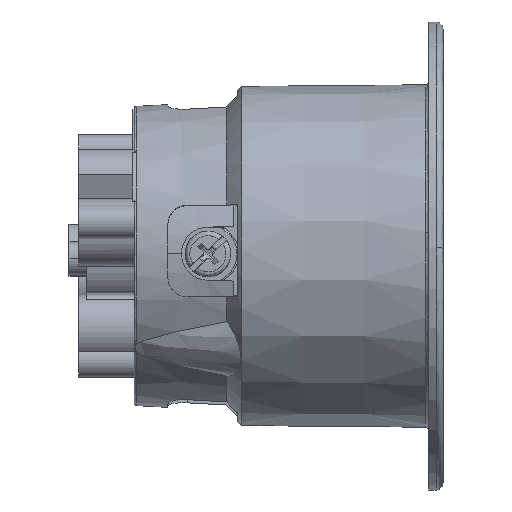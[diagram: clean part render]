
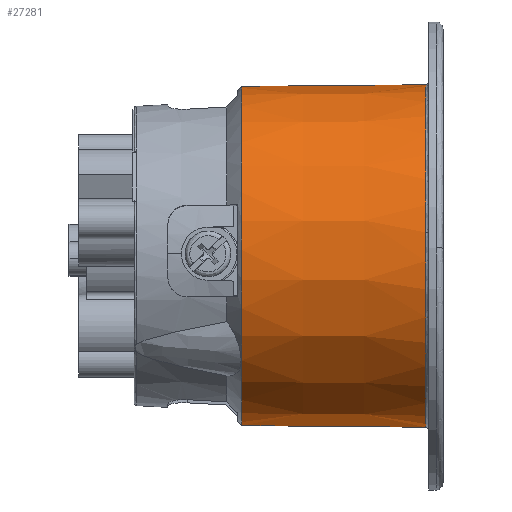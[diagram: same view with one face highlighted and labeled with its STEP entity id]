
A CAD part, front view. The second image highlights one B-rep face of the part: STEP entity #27281.
In plain terms, the highlighted conical face has half-angle 0.5 degrees and reference radius 27.901 mm.
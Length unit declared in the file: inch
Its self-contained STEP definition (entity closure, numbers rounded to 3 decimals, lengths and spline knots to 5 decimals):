
#11 = CARTESIAN_POINT ( 'NONE',  ( 22.66298, 34.56607, 53.23475 ) ) ;
#1256 = VECTOR ( 'NONE', #35846, 39.37008 ) ;
#2982 = LINE ( 'NONE', #77656, #1256 ) ;
#4259 = VERTEX_POINT ( 'NONE', #77914 ) ;
#5470 = ORIENTED_EDGE ( 'NONE', *, *, #57539, .F. ) ;
#7823 = CIRCLE ( 'NONE', #36611, 1.10883 ) ;
#9687 = DIRECTION ( 'NONE',  ( 1., 0., 0. ) ) ;
#12028 = EDGE_CURVE ( 'NONE', #4259, #45933, #7823, .T. ) ;
#18626 = VERTEX_POINT ( 'NONE', #59198 ) ;
#19400 = ORIENTED_EDGE ( 'NONE', *, *, #12028, .F. ) ;
#19555 = CARTESIAN_POINT ( 'NONE',  ( 21.47426, 34.52769, 52.12659 ) ) ;
#21381 = CARTESIAN_POINT ( 'NONE',  ( 22.66298, 34.4893, 51.01842 ) ) ;
#23158 = EDGE_CURVE ( 'NONE', #18626, #35982, #2982, .T. ) ;
#23922 = DIRECTION ( 'NONE',  ( 0., 0.759, 0.652 ) ) ;
#26719 = DIRECTION ( 'NONE',  ( 1., 0., 0. ) ) ;
#27281 = ADVANCED_FACE ( 'NONE', ( #35813 ), #40283, .T. ) ;
#30391 = DIRECTION ( 'NONE',  ( 0., -0.035, -0.999 ) ) ;
#35797 = CARTESIAN_POINT ( 'NONE',  ( 21.47426, 34.48966, 51.02879 ) ) ;
#35813 = FACE_OUTER_BOUND ( 'NONE', #39445, .T. ) ;
#35846 = DIRECTION ( 'NONE',  ( 1., 0., 0.009 ) ) ;
#35982 = VERTEX_POINT ( 'NONE', #11 ) ;
#36611 = AXIS2_PLACEMENT_3D ( 'NONE', #78325, #45946, #23922 ) ;
#36957 = CIRCLE ( 'NONE', #41261, 1.09845 ) ;
#39341 = EDGE_CURVE ( 'NONE', #72164, #18626, #36957, .T. ) ;
#39445 = EDGE_LOOP ( 'NONE', ( #63735, #67378, #78665, #19400, #5470 ) ) ;
#39793 = DIRECTION ( 'NONE',  ( 0., 0.759, 0.652 ) ) ;
#40283 = CONICAL_SURFACE ( 'NONE', #56081, 1.09845, 0.009 ) ;
#41261 = AXIS2_PLACEMENT_3D ( 'NONE', #19555, #87027, #39793 ) ;
#45933 = VERTEX_POINT ( 'NONE', #21381 ) ;
#45946 = DIRECTION ( 'NONE',  ( 1., 0., 0. ) ) ;
#47406 = CARTESIAN_POINT ( 'NONE',  ( 22.66298, 34.52769, 52.12659 ) ) ;
#48335 = AXIS2_PLACEMENT_3D ( 'NONE', #47406, #26719, #82446 ) ;
#56058 = LINE ( 'NONE', #35797, #64909 ) ;
#56081 = AXIS2_PLACEMENT_3D ( 'NONE', #57406, #9687, #30391 ) ;
#57406 = CARTESIAN_POINT ( 'NONE',  ( 21.47426, 34.52769, 52.12659 ) ) ;
#57539 = EDGE_CURVE ( 'NONE', #35982, #4259, #74193, .T. ) ;
#59198 = CARTESIAN_POINT ( 'NONE',  ( 21.47426, 34.56571, 53.22438 ) ) ;
#63735 = ORIENTED_EDGE ( 'NONE', *, *, #23158, .F. ) ;
#64909 = VECTOR ( 'NONE', #75817, 39.37008 ) ;
#67378 = ORIENTED_EDGE ( 'NONE', *, *, #39341, .F. ) ;
#72164 = VERTEX_POINT ( 'NONE', #78452 ) ;
#74193 = CIRCLE ( 'NONE', #48335, 1.10883 ) ;
#75817 = DIRECTION ( 'NONE',  ( 1., 0., -0.009 ) ) ;
#77656 = CARTESIAN_POINT ( 'NONE',  ( 21.47426, 34.56571, 53.22438 ) ) ;
#77814 = EDGE_CURVE ( 'NONE', #72164, #45933, #56058, .T. ) ;
#77914 = CARTESIAN_POINT ( 'NONE',  ( 22.66298, 33.42947, 52.27962 ) ) ;
#78325 = CARTESIAN_POINT ( 'NONE',  ( 22.66298, 34.52769, 52.12659 ) ) ;
#78452 = CARTESIAN_POINT ( 'NONE',  ( 21.47426, 34.48966, 51.02879 ) ) ;
#78665 = ORIENTED_EDGE ( 'NONE', *, *, #77814, .T. ) ;
#82446 = DIRECTION ( 'NONE',  ( 0., 0.759, 0.652 ) ) ;
#87027 = DIRECTION ( 'NONE',  ( -1., 0., 0. ) ) ;
